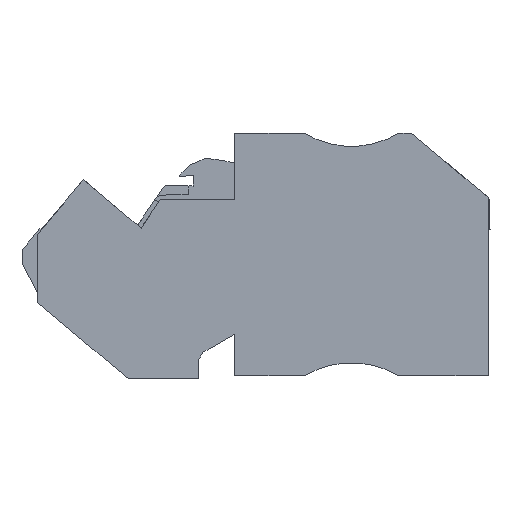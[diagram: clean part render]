
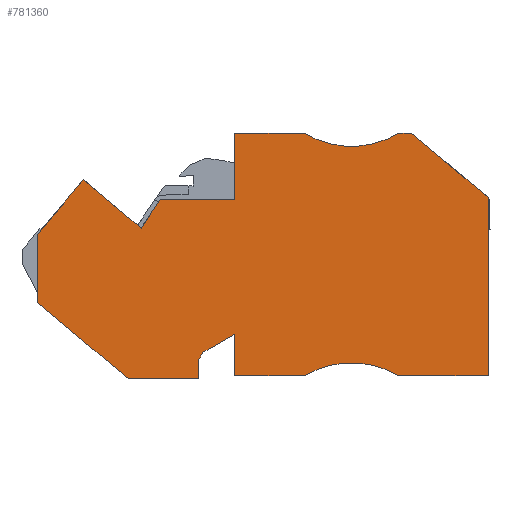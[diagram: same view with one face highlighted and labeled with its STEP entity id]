
A CAD part, left-side view. The second image highlights one B-rep face of the part: STEP entity #781360.
In plain terms, the highlighted face is planar.
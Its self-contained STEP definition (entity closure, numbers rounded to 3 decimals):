
#7130=CARTESIAN_POINT('',(456.412,690.234,
65.62));
#7140=VERTEX_POINT('',#7130);
#7170=CARTESIAN_POINT('',(456.354,690.32,
65.62));
#7180=DIRECTION('',(0.559,-0.829,
0.));
#7190=VECTOR('',#7180,1.);
#7200=LINE('',#7170,#7190);
#7210=CARTESIAN_POINT('',(458.498,687.141,
65.62));
#7220=VERTEX_POINT('',#7210);
#7230=EDGE_CURVE('',#7140,#7220,#7200,.T.);
#16460=CARTESIAN_POINT('',(430.261,670.934,
65.62));
#16470=VERTEX_POINT('',#16460);
#16500=CARTESIAN_POINT('',(437.769,670.934,
65.62));
#16510=DIRECTION('',(1.,0.,0.));
#16520=VECTOR('',#16510,1.);
#16530=LINE('',#16500,#16520);
#16540=CARTESIAN_POINT('',(420.453,670.934,
65.62));
#16550=VERTEX_POINT('',#16540);
#16560=EDGE_CURVE('',#16550,#16470,#16530,.T.);
#132620=CARTESIAN_POINT('',(469.853,703.819,
65.62));
#132630=DIRECTION('',(0.,1.,0.));
#132640=VECTOR('',#132630,1.);
#132650=LINE('',#132620,#132640);
#132660=CARTESIAN_POINT('',(469.853,678.981,
65.62));
#132670=VERTEX_POINT('',#132660);
#132680=CARTESIAN_POINT('',(469.853,686.448,
65.62));
#132690=VERTEX_POINT('',#132680);
#132700=EDGE_CURVE('',#132670,#132690,#132650,.T.);
#160130=CARTESIAN_POINT('',(452.153,686.119,
65.62));
#160140=DIRECTION('',(0.,-1.,0.));
#160150=VECTOR('',#160140,1.);
#160160=LINE('',#160130,#160150);
#160170=CARTESIAN_POINT('',(452.153,672.756,
65.62));
#160180=VERTEX_POINT('',#160170);
#160190=CARTESIAN_POINT('',(452.153,670.634,
65.62));
#160200=VERTEX_POINT('',#160190);
#160210=EDGE_CURVE('',#160180,#160200,#160160,.T.);
#280900=CARTESIAN_POINT('',(431.869,670.934,
65.62));
#280910=DIRECTION('',(-1.,0.,0.));
#280920=VECTOR('',#280910,1.);
#280930=LINE('',#280900,#280920);
#280940=CARTESIAN_POINT('',(448.253,670.934,
65.62));
#280950=VERTEX_POINT('',#280940);
#280960=CARTESIAN_POINT('',(440.591,670.934,
65.62));
#280970=VERTEX_POINT('',#280960);
#280980=EDGE_CURVE('',#280950,#280970,#280930,.T.);
#407210=CARTESIAN_POINT('',(416.029,686.774,
65.62));
#407220=DIRECTION('',(-0.766,-0.643,
0.));
#407230=VECTOR('',#407220,1.);
#407240=LINE('',#407210,#407230);
#407250=CARTESIAN_POINT('',(428.853,697.534,
65.62));
#407260=VERTEX_POINT('',#407250);
#407270=CARTESIAN_POINT('',(420.453,690.486,
65.62));
#407280=VERTEX_POINT('',#407270);
#407290=EDGE_CURVE('',#407260,#407280,#407240,.T.);
#468270=CARTESIAN_POINT('',(448.253,675.508,
65.62));
#468280=VERTEX_POINT('',#468270);
#468330=CARTESIAN_POINT('',(448.253,682.219,
65.62));
#468340=DIRECTION('',(0.,1.,0.));
#468350=VECTOR('',#468340,1.);
#468360=LINE('',#468330,#468350);
#468370=EDGE_CURVE('',#280950,#468280,#468360,.T.);
#518300=CARTESIAN_POINT('',(443.999,677.964,
65.62));
#518310=DIRECTION('',(0.866,-0.5,
0.));
#518320=VECTOR('',#518310,1.);
#518330=LINE('',#518300,#518320);
#518340=CARTESIAN_POINT('',(451.72,673.506,
65.62));
#518350=VERTEX_POINT('',#518340);
#518360=EDGE_CURVE('',#468280,#518350,#518330,.T.);
#520780=CARTESIAN_POINT('',(464.82,692.446,
65.62));
#520790=VERTEX_POINT('',#520780);
#520820=CARTESIAN_POINT('',(461.928,695.893,
65.62));
#520830=DIRECTION('',(-0.643,0.766,
0.));
#520840=VECTOR('',#520830,1.);
#520850=LINE('',#520820,#520840);
#520860=EDGE_CURVE('',#132690,#520790,#520850,.T.);
#522940=CARTESIAN_POINT('',(444.824,657.979,
65.62));
#522950=DIRECTION('',(-0.766,-0.643,
0.));
#522960=VECTOR('',#522950,1.);
#522970=LINE('',#522940,#522960);
#522980=CARTESIAN_POINT('',(459.906,670.634,
65.62));
#522990=VERTEX_POINT('',#522980);
#523000=EDGE_CURVE('',#132670,#522990,#522970,.T.);
#528570=CARTESIAN_POINT('',(432.169,670.634,
65.62));
#528580=DIRECTION('',(1.,0.,0.));
#528590=VECTOR('',#528580,1.);
#528600=LINE('',#528570,#528590);
#528610=EDGE_CURVE('',#160200,#522990,#528600,.T.);
#780450=CARTESIAN_POINT('',(435.426,662.371,
65.62));
#780460=DIRECTION('',(0.,0.,1.));
#780470=DIRECTION('',(-0.707,0.707,
0.));
#780480=AXIS2_PLACEMENT_3D('',#780450,#780460,#780470);
#780490=CIRCLE('',#780480,10.);
#780500=EDGE_CURVE('',#280970,#16470,#780490,.T.);
#780640=CARTESIAN_POINT('',(434.419,672.484,
65.62));
#780650=DIRECTION('',(0.,0.,1.));
#780660=DIRECTION('',(0.707,-0.707,
0.));
#780670=AXIS2_PLACEMENT_3D('',#780640,#780650,#780660);
#780680=PLANE('',#780670);
#780690=ORIENTED_EDGE('',*,*,#520860,.F.);
#780700=CARTESIAN_POINT('',(435.206,667.597,
65.62));
#780710=DIRECTION('',(0.766,0.643,
0.));
#780720=VECTOR('',#780710,1.);
#780730=LINE('',#780700,#780720);
#780740=EDGE_CURVE('',#7220,#520790,#780730,.T.);
#780750=ORIENTED_EDGE('',*,*,#780740,.T.);
#780760=ORIENTED_EDGE('',*,*,#7230,.T.);
#780770=CARTESIAN_POINT('',(412.569,690.234,
65.62));
#780780=DIRECTION('',(1.,0.,0.));
#780790=VECTOR('',#780780,1.);
#780800=LINE('',#780770,#780790);
#780810=CARTESIAN_POINT('',(448.253,690.234,
65.62));
#780820=VERTEX_POINT('',#780810);
#780830=EDGE_CURVE('',#780820,#7140,#780800,.T.);
#780840=ORIENTED_EDGE('',*,*,#780830,.T.);
#780850=CARTESIAN_POINT('',(448.253,697.534,
65.62));
#780860=VERTEX_POINT('',#780850);
#780870=EDGE_CURVE('',#780820,#780860,#468360,.T.);
#780880=ORIENTED_EDGE('',*,*,#780870,.F.);
#780890=CARTESIAN_POINT('',(405.269,697.534,
65.62));
#780900=DIRECTION('',(1.,0.,0.));
#780910=VECTOR('',#780900,1.);
#780920=LINE('',#780890,#780910);
#780930=CARTESIAN_POINT('',(440.591,697.534,
65.62));
#780940=VERTEX_POINT('',#780930);
#780950=EDGE_CURVE('',#780940,#780860,#780920,.T.);
#780960=ORIENTED_EDGE('',*,*,#780950,.T.);
#780970=CARTESIAN_POINT('',(435.426,706.097,
65.62));
#780980=DIRECTION('',(0.,0.,1.));
#780990=DIRECTION('',(-0.707,0.707,
0.));
#781000=AXIS2_PLACEMENT_3D('',#780970,#780980,#780990);
#781010=CIRCLE('',#781000,10.);
#781020=CARTESIAN_POINT('',(430.261,697.534,
65.62));
#781030=VERTEX_POINT('',#781020);
#781040=EDGE_CURVE('',#781030,#780940,#781010,.T.);
#781050=ORIENTED_EDGE('',*,*,#781040,.T.);
#781060=CARTESIAN_POINT('',(405.269,697.534,
65.62));
#781070=DIRECTION('',(-1.,0.,0.));
#781080=VECTOR('',#781070,1.);
#781090=LINE('',#781060,#781080);
#781100=EDGE_CURVE('',#781030,#407260,#781090,.T.);
#781110=ORIENTED_EDGE('',*,*,#781100,.F.);
#781120=ORIENTED_EDGE('',*,*,#407290,.F.);
#781130=CARTESIAN_POINT('',(420.453,686.45,
65.62));
#781140=DIRECTION('',(0.,-1.,0.));
#781150=VECTOR('',#781140,1.);
#781160=LINE('',#781130,#781150);
#781170=EDGE_CURVE('',#407280,#16550,#781160,.T.);
#781180=ORIENTED_EDGE('',*,*,#781170,.F.);
#781190=ORIENTED_EDGE('',*,*,#16560,.F.);
#781200=ORIENTED_EDGE('',*,*,#780500,.T.);
#781210=ORIENTED_EDGE('',*,*,#280980,.T.);
#781220=ORIENTED_EDGE('',*,*,#468370,.F.);
#781230=ORIENTED_EDGE('',*,*,#518360,.F.);
#781240=CARTESIAN_POINT('',(447.262,681.228,
65.62));
#781250=DIRECTION('',(0.5,-0.866,
0.));
#781260=VECTOR('',#781250,1.);
#781270=LINE('',#781240,#781260);
#781280=EDGE_CURVE('',#518350,#160180,#781270,.T.);
#781290=ORIENTED_EDGE('',*,*,#781280,.F.);
#781300=ORIENTED_EDGE('',*,*,#160210,.F.);
#781310=ORIENTED_EDGE('',*,*,#528610,.F.);
#781320=ORIENTED_EDGE('',*,*,#523000,.T.);
#781330=ORIENTED_EDGE('',*,*,#132700,.F.);
#781340=EDGE_LOOP('',(#781330,#781320,#781310,#781300,#781290,#781230,
#781220,#781210,#781200,#781190,#781180,#781120,#781110,#781050,#780960,
#780880,#780840,#780760,#780750,#780690));
#781350=FACE_OUTER_BOUND('',#781340,.T.);
#781360=ADVANCED_FACE('',(#781350),#780680,.F.);
